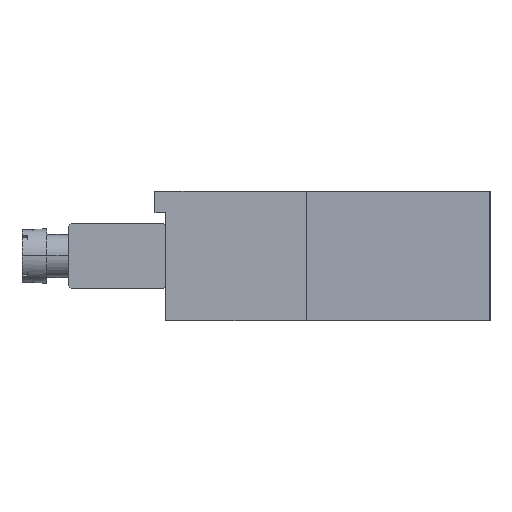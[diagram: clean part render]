
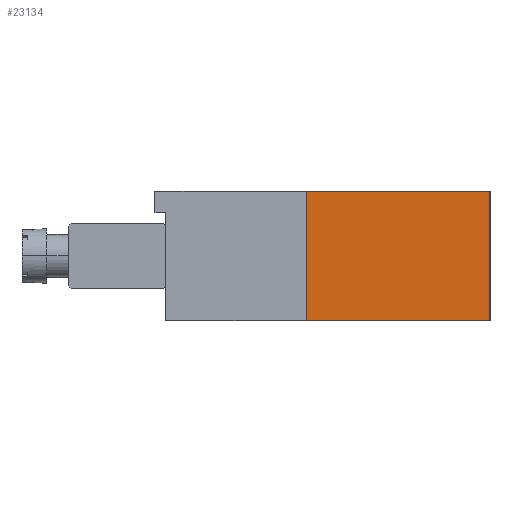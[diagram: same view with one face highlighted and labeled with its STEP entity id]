
A CAD part, left-side view. The second image highlights one B-rep face of the part: STEP entity #23134.
In plain terms, the highlighted planar face has unit normal (-0.62, -0.784, 0).
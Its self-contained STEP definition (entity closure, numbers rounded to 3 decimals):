
#131 = CARTESIAN_POINT ( 'NONE',  ( -21.5, -30., -12. ) ) ;
#2025 = VECTOR ( 'NONE', #9969, 1000. ) ;
#3572 = CARTESIAN_POINT ( 'NONE',  ( -21.5, -30., 0. ) ) ;
#3810 = CARTESIAN_POINT ( 'NONE',  ( -21.5, -30., -12. ) ) ;
#3968 = EDGE_CURVE ( 'NONE', #13676, #24706, #21978, .T. ) ;
#4132 = VECTOR ( 'NONE', #19589, 1000. ) ;
#5698 = DIRECTION ( 'NONE',  ( -0.62, -0.784, 0. ) ) ;
#7202 = CARTESIAN_POINT ( 'NONE',  ( -43., -13., 0. ) ) ;
#7712 = VECTOR ( 'NONE', #20764, 1000. ) ;
#8021 = PLANE ( 'NONE',  #20893 ) ;
#8443 = LINE ( 'NONE', #24827, #2025 ) ;
#9653 = VERTEX_POINT ( 'NONE', #3810 ) ;
#9969 = DIRECTION ( 'NONE',  ( 0., 0., 1. ) ) ;
#11374 = ORIENTED_EDGE ( 'NONE', *, *, #16413, .F. ) ;
#11405 = ORIENTED_EDGE ( 'NONE', *, *, #3968, .F. ) ;
#11752 = ORIENTED_EDGE ( 'NONE', *, *, #16597, .T. ) ;
#11783 = ORIENTED_EDGE ( 'NONE', *, *, #16235, .T. ) ;
#12851 = CARTESIAN_POINT ( 'NONE',  ( -21.5, -30., 0. ) ) ;
#13676 = VERTEX_POINT ( 'NONE', #27522 ) ;
#16235 = EDGE_CURVE ( 'NONE', #9653, #18250, #8443, .T. ) ;
#16413 = EDGE_CURVE ( 'NONE', #24706, #18250, #16696, .T. ) ;
#16597 = EDGE_CURVE ( 'NONE', #13676, #9653, #25523, .T. ) ;
#16696 = LINE ( 'NONE', #3572, #27302 ) ;
#18250 = VERTEX_POINT ( 'NONE', #12851 ) ;
#18298 = EDGE_LOOP ( 'NONE', ( #11374, #11405, #11752, #11783 ) ) ;
#19341 = CARTESIAN_POINT ( 'NONE',  ( -21.5, -30., -12. ) ) ;
#19486 = DIRECTION ( 'NONE',  ( 0.784, -0.62, 0. ) ) ;
#19589 = DIRECTION ( 'NONE',  ( 0., 0., 1. ) ) ;
#19711 = CARTESIAN_POINT ( 'NONE',  ( -43., -13., -12. ) ) ;
#20764 = DIRECTION ( 'NONE',  ( 0.784, -0.62, 0. ) ) ;
#20893 = AXIS2_PLACEMENT_3D ( 'NONE', #19341, #5698, #21331 ) ;
#21331 = DIRECTION ( 'NONE',  ( 0.784, -0.62, 0. ) ) ;
#21978 = LINE ( 'NONE', #19711, #4132 ) ;
#23134 = ADVANCED_FACE ( 'NONE', ( #23776 ), #8021, .T. ) ;
#23776 = FACE_OUTER_BOUND ( 'NONE', #18298, .T. ) ;
#24706 = VERTEX_POINT ( 'NONE', #7202 ) ;
#24827 = CARTESIAN_POINT ( 'NONE',  ( -21.5, -30., -12. ) ) ;
#25523 = LINE ( 'NONE', #131, #7712 ) ;
#27302 = VECTOR ( 'NONE', #19486, 1000. ) ;
#27522 = CARTESIAN_POINT ( 'NONE',  ( -43., -13., -12. ) ) ;
